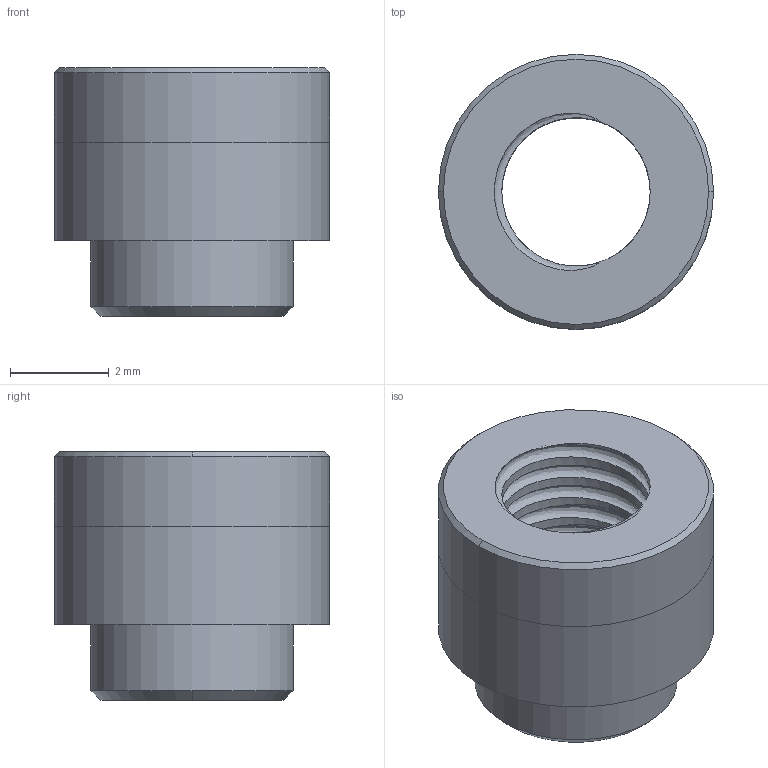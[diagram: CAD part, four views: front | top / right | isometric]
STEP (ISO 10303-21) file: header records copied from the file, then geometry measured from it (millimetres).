
FILE_DESCRIPTION(('FreeCAD Model'),'2;1');
FILE_NAME('Open CASCADE Shape Model','2026-01-14T15:23:38',('Author'),( ''),'Open CASCADE STEP processor 7.7','FreeCAD','Unknown');
FILE_SCHEMA(('AUTOMOTIVE_DESIGN { 1 0 10303 214 1 1 1 1 }'));
Length unit declared in the file: millimetre
Products named in the file (3): standoff_3035; Fusion003; Fusion002
Assembly tree (2 placements, depth 2):
  standoff_3035
    Fusion003
    Fusion002
Bounding box: 5.56 x 5.56 x 5.03 mm (x, y, z)
Volume: 65.7 mm3; surface area: 210.8 mm2
Topology: 2 solids, 2 shells, 33 faces, 105 edges, 71 vertices
Faces by surface type: cylinder 22, plane 5, cone 4, bspline 2
Full cylindrical faces by diameter (mm): 4.09 x1, 5.56 x2
Entity records: 4176 total; most frequent: CARTESIAN_POINT 3323, ORIENTED_EDGE 202, DIRECTION 140, EDGE_CURVE 101, VERTEX_POINT 71, AXIS2_PLACEMENT_3D 60, FACE_BOUND 38, EDGE_LOOP 38
